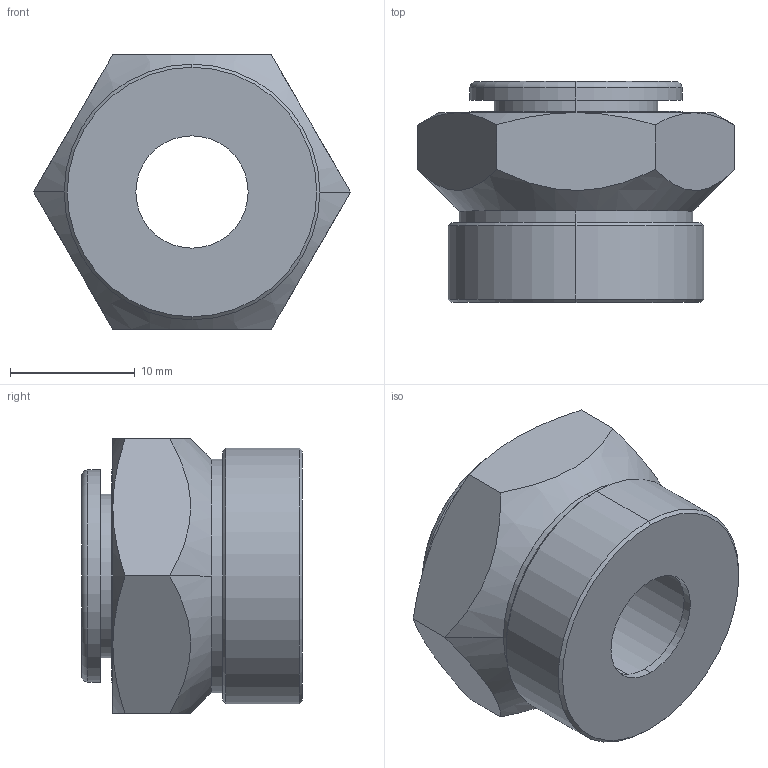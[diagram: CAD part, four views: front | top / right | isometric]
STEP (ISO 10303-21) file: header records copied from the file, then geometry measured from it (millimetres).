
FILE_DESCRIPTION (( 'STEP AP214' ), '1' );
FILE_NAME ('KQ2H12-U04A.step.step', '2015-12-11T13:46:58', ( 'Windows User' ), ( '' ), 'SwSTEP 2.0', 'SolidWorks 2016', '' );
FILE_SCHEMA (( 'AUTOMOTIVE_DESIGN' ));
Length unit declared in the file: millimetre
Products named in the file (2): KQ2H12-U04A.step_KQ2H_12-04; KQ2H12-U04A.step
Assembly tree (1 placements, depth 2):
  KQ2H12-U04A.step
    KQ2H12-U04A.step_KQ2H_12-04
Bounding box: 25.4 x 17.7 x 22 mm (x, y, z)
Volume: 3995.1 mm3; surface area: 2685.9 mm2
Topology: 1 solids, 1 shells, 43 faces, 92 edges, 56 vertices
Faces by surface type: cylinder 14, plane 13, cone 12, torus 4
Entity records: 1654 total; most frequent: CARTESIAN_POINT 341, DIRECTION 216, ORIENTED_EDGE 184, AXIS2_PLACEMENT_3D 95, EDGE_CURVE 92, VERTEX_POINT 56, EDGE_LOOP 50, CIRCLE 48
